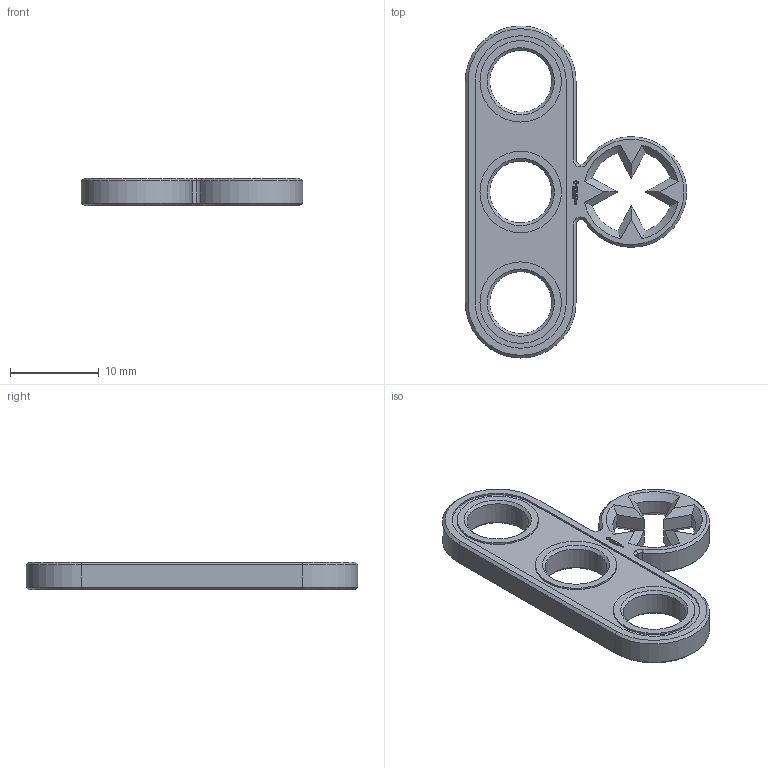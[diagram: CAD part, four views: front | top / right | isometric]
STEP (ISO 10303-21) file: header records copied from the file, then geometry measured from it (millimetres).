
FILE_DESCRIPTION(('FreeCAD Model'),'2;1');
FILE_NAME('Open CASCADE Shape Model','2025-02-20T19:14:40',(''),(''), 'Open CASCADE STEP processor 7.8','FreeCAD','Unknown');
FILE_SCHEMA(('AUTOMOTIVE_DESIGN { 1 0 10303 214 1 1 1 1 }'));
Length unit declared in the file: millimetre
Products named in the file (1): Sight Crosshair BU03x02x00.25 - SPN-TRG-0002 (stemfie.org)
Bounding box: 25 x 37.5 x 3.12 mm (x, y, z)
Volume: 1166.3 mm3; surface area: 1429.8 mm2
Topology: 1 solids, 1 shells, 564 faces, 1524 edges, 998 vertices
Faces by surface type: plane 347, extrusion 170, cone 28, cylinder 19
Full cylindrical faces by diameter (mm): 7 x3, 9.2 x3
Entity records: 17736 total; most frequent: CARTESIAN_POINT 4187, ORIENTED_EDGE 3048, DIRECTION 2194, EDGE_CURVE 1524, VECTOR 1272, LINE 1102, VERTEX_POINT 998, FACE_BOUND 608
